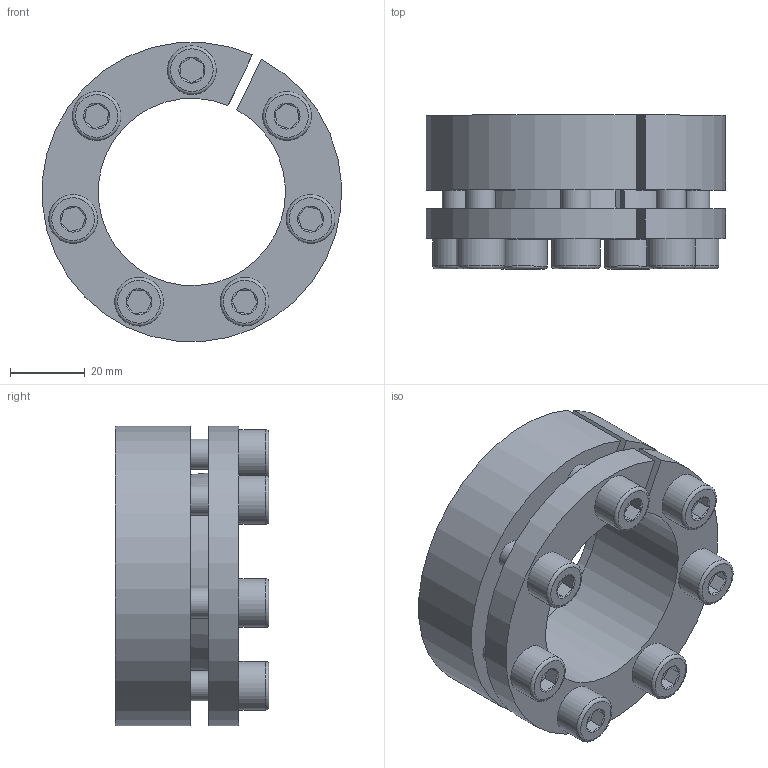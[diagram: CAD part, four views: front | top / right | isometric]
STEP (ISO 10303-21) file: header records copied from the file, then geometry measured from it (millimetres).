
FILE_DESCRIPTION(/* description */ ('Alibre Inc.'),/* implementation_level */ '2;1');
FILE_NAME(/* name */ 'export0',/* time_stamp */ '2012-12-23T12:48:55+01:00',/* author */ (''),/* organization */ (''),/* preprocessor_version */ 'ST-DEVELOPER v14',/* originating_system */ 'Alibre',/* authorisation */ '');
FILE_SCHEMA (('AUTOMOTIVE_DESIGN'));
Length unit declared in the file: millimetre
Bounding box: 79.8 x 41 x 79.8 mm (x, y, z)
Volume: 91673.2 mm3; surface area: 37791.4 mm2
Topology: 8 solids, 8 shells, 201 faces, 387 edges, 230 vertices
Faces by surface type: plane 91, cone 51, cylinder 45, torus 14
Full cylindrical faces by diameter (mm): 7 x7, 8 x28, 13 x7
Entity records: 1564 total; most frequent: CARTESIAN_POINT 289, DIRECTION 251, ORIENTED_EDGE 186, AXIS2_PLACEMENT_3D 122, EDGE_LOOP 104, FACE_BOUND 104, EDGE_CURVE 93, VERTEX_POINT 71
